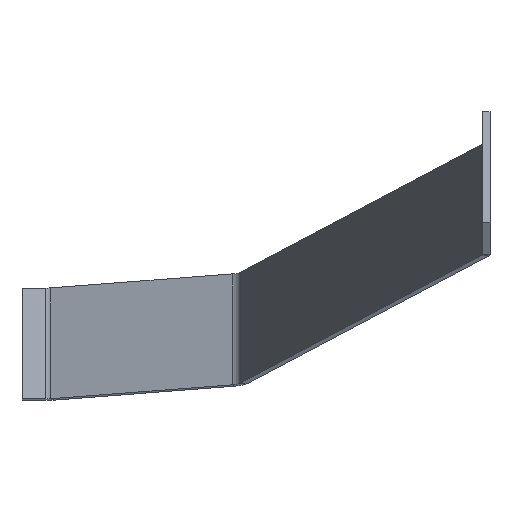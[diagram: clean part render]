
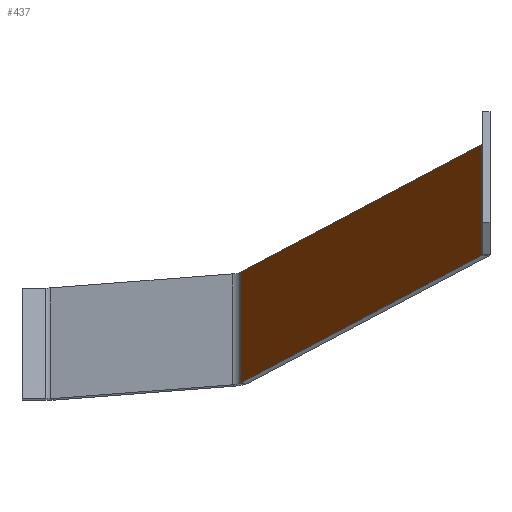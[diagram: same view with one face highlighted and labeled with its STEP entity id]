
A CAD part, top view. The second image highlights one B-rep face of the part: STEP entity #437.
In plain terms, the highlighted planar face has unit normal (-0.928, 0.078, 0.363).
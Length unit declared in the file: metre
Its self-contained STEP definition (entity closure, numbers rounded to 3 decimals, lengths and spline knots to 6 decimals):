
#66=ORIENTED_EDGE('',*,*,#178,.F.);
#67=ORIENTED_EDGE('',*,*,#176,.F.);
#68=ORIENTED_EDGE('',*,*,#179,.T.);
#69=ORIENTED_EDGE('',*,*,#173,.F.);
#173=EDGE_CURVE('',#229,#227,#265,.T.);
#176=EDGE_CURVE('',#232,#233,#268,.T.);
#178=EDGE_CURVE('',#233,#229,#270,.F.);
#179=EDGE_CURVE('',#232,#227,#271,.T.);
#227=VERTEX_POINT('',#678);
#229=VERTEX_POINT('',#682);
#232=VERTEX_POINT('',#689);
#233=VERTEX_POINT('',#691);
#265=LINE('',#683,#313);
#268=LINE('',#690,#316);
#270=LINE('',#694,#318);
#271=LINE('',#695,#319);
#313=VECTOR('',#544,1.);
#316=VECTOR('',#549,1.);
#318=VECTOR('',#553,1.);
#319=VECTOR('',#554,1.);
#353=EDGE_LOOP('',(#66,#67,#68,#69));
#383=FACE_BOUND('',#353,.T.);
#413=PLANE('',#480);
#437=ADVANCED_FACE('',(#383),#413,.T.);
#480=AXIS2_PLACEMENT_3D('',#693,#551,#552);
#544=DIRECTION('',(0.371,0.195,0.908));
#549=DIRECTION('',(-0.371,-0.195,-0.908));
#551=DIRECTION('',(-0.928,0.078,0.363));
#552=DIRECTION('',(-0.364,0.,-0.931));
#553=DIRECTION('',(0.,-0.978,0.21));
#554=DIRECTION('',(0.,0.978,-0.21));
#678=CARTESIAN_POINT('',(0.10296,0.448011,-0.073272));
#682=CARTESIAN_POINT('',(0.048924,0.419665,-0.205313));
#683=CARTESIAN_POINT('',(0.081387,0.436694,-0.125987));
#689=CARTESIAN_POINT('',(0.10296,0.423177,-0.067941));
#690=CARTESIAN_POINT('',(0.081387,0.41186,-0.120656));
#691=CARTESIAN_POINT('',(0.048924,0.394831,-0.199982));
#693=CARTESIAN_POINT('',(0.081387,0.41186,-0.120656));
#694=CARTESIAN_POINT('',(0.048924,0.394831,-0.199982));
#695=CARTESIAN_POINT('',(0.10296,0.423177,-0.067941));
